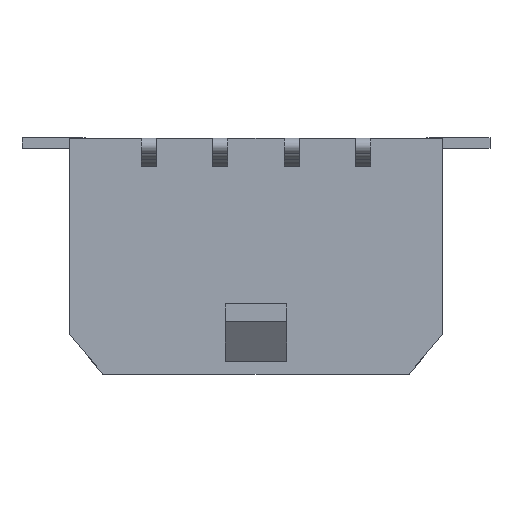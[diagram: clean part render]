
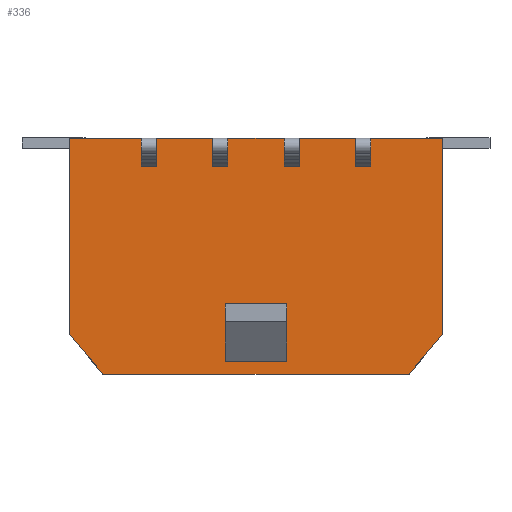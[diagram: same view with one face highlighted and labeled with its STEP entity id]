
A CAD part, top view. The second image highlights one B-rep face of the part: STEP entity #336.
In plain terms, the highlighted planar face has unit normal (0, 0, 1).
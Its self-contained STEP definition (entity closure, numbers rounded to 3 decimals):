
#336=ADVANCED_FACE('',(#670,#671,#672,#673,#674,#675),#522,.T.);
#522=PLANE('',#3420);
#670=FACE_BOUND('',#697,.T.);
#671=FACE_BOUND('',#698,.T.);
#672=FACE_BOUND('',#699,.T.);
#673=FACE_BOUND('',#700,.T.);
#674=FACE_BOUND('',#701,.T.);
#675=FACE_BOUND('',#702,.T.);
#697=EDGE_LOOP('',(#946,#947,#948,#949,#950,#951));
#698=EDGE_LOOP('',(#952,#953,#954,#955));
#699=EDGE_LOOP('',(#956,#957,#958,#959));
#700=EDGE_LOOP('',(#960,#961,#962,#963));
#701=EDGE_LOOP('',(#964,#965,#966,#967));
#702=EDGE_LOOP('',(#968,#969,#970,#971));
#946=ORIENTED_EDGE('',*,*,#2200,.F.);
#947=ORIENTED_EDGE('',*,*,#2201,.F.);
#948=ORIENTED_EDGE('',*,*,#2202,.T.);
#949=ORIENTED_EDGE('',*,*,#2203,.T.);
#950=ORIENTED_EDGE('',*,*,#2204,.F.);
#951=ORIENTED_EDGE('',*,*,#2205,.F.);
#952=ORIENTED_EDGE('',*,*,#2206,.T.);
#953=ORIENTED_EDGE('',*,*,#2207,.T.);
#954=ORIENTED_EDGE('',*,*,#2208,.F.);
#955=ORIENTED_EDGE('',*,*,#2209,.F.);
#956=ORIENTED_EDGE('',*,*,#2210,.T.);
#957=ORIENTED_EDGE('',*,*,#2211,.T.);
#958=ORIENTED_EDGE('',*,*,#2212,.T.);
#959=ORIENTED_EDGE('',*,*,#2213,.F.);
#960=ORIENTED_EDGE('',*,*,#2214,.T.);
#961=ORIENTED_EDGE('',*,*,#2215,.T.);
#962=ORIENTED_EDGE('',*,*,#2216,.T.);
#963=ORIENTED_EDGE('',*,*,#2217,.F.);
#964=ORIENTED_EDGE('',*,*,#2218,.T.);
#965=ORIENTED_EDGE('',*,*,#2219,.T.);
#966=ORIENTED_EDGE('',*,*,#2220,.T.);
#967=ORIENTED_EDGE('',*,*,#2221,.F.);
#968=ORIENTED_EDGE('',*,*,#2222,.T.);
#969=ORIENTED_EDGE('',*,*,#2223,.T.);
#970=ORIENTED_EDGE('',*,*,#2224,.T.);
#971=ORIENTED_EDGE('',*,*,#2225,.F.);
#1888=VERTEX_POINT('',#4713);
#1889=VERTEX_POINT('',#4714);
#1890=VERTEX_POINT('',#4716);
#1891=VERTEX_POINT('',#4718);
#1892=VERTEX_POINT('',#4720);
#1893=VERTEX_POINT('',#4722);
#1894=VERTEX_POINT('',#4725);
#1895=VERTEX_POINT('',#4726);
#1896=VERTEX_POINT('',#4728);
#1897=VERTEX_POINT('',#4730);
#1898=VERTEX_POINT('',#4733);
#1899=VERTEX_POINT('',#4734);
#1900=VERTEX_POINT('',#4736);
#1901=VERTEX_POINT('',#4738);
#1902=VERTEX_POINT('',#4741);
#1903=VERTEX_POINT('',#4742);
#1904=VERTEX_POINT('',#4744);
#1905=VERTEX_POINT('',#4746);
#1906=VERTEX_POINT('',#4749);
#1907=VERTEX_POINT('',#4750);
#1908=VERTEX_POINT('',#4752);
#1909=VERTEX_POINT('',#4754);
#1910=VERTEX_POINT('',#4757);
#1911=VERTEX_POINT('',#4758);
#1912=VERTEX_POINT('',#4760);
#1913=VERTEX_POINT('',#4762);
#2200=EDGE_CURVE('',#1888,#1889,#2675,.T.);
#2201=EDGE_CURVE('',#1890,#1888,#2676,.T.);
#2202=EDGE_CURVE('',#1890,#1891,#2677,.T.);
#2203=EDGE_CURVE('',#1891,#1892,#2678,.T.);
#2204=EDGE_CURVE('',#1893,#1892,#2679,.T.);
#2205=EDGE_CURVE('',#1889,#1893,#2680,.T.);
#2206=EDGE_CURVE('',#1894,#1895,#2681,.T.);
#2207=EDGE_CURVE('',#1895,#1896,#2682,.T.);
#2208=EDGE_CURVE('',#1897,#1896,#2683,.T.);
#2209=EDGE_CURVE('',#1894,#1897,#2684,.T.);
#2210=EDGE_CURVE('',#1898,#1899,#2685,.T.);
#2211=EDGE_CURVE('',#1899,#1900,#2686,.T.);
#2212=EDGE_CURVE('',#1900,#1901,#2687,.T.);
#2213=EDGE_CURVE('',#1898,#1901,#2688,.T.);
#2214=EDGE_CURVE('',#1902,#1903,#2689,.T.);
#2215=EDGE_CURVE('',#1903,#1904,#2690,.T.);
#2216=EDGE_CURVE('',#1904,#1905,#2691,.T.);
#2217=EDGE_CURVE('',#1902,#1905,#2692,.T.);
#2218=EDGE_CURVE('',#1906,#1907,#2693,.T.);
#2219=EDGE_CURVE('',#1907,#1908,#2694,.T.);
#2220=EDGE_CURVE('',#1908,#1909,#2695,.T.);
#2221=EDGE_CURVE('',#1906,#1909,#2696,.T.);
#2222=EDGE_CURVE('',#1910,#1911,#2697,.T.);
#2223=EDGE_CURVE('',#1911,#1912,#2698,.T.);
#2224=EDGE_CURVE('',#1912,#1913,#2699,.T.);
#2225=EDGE_CURVE('',#1910,#1913,#2700,.T.);
#2675=LINE('',#4712,#3070);
#2676=LINE('',#4715,#3071);
#2677=LINE('',#4717,#3072);
#2678=LINE('',#4719,#3073);
#2679=LINE('',#4721,#3074);
#2680=LINE('',#4723,#3075);
#2681=LINE('',#4724,#3076);
#2682=LINE('',#4727,#3077);
#2683=LINE('',#4729,#3078);
#2684=LINE('',#4731,#3079);
#2685=LINE('',#4732,#3080);
#2686=LINE('',#4735,#3081);
#2687=LINE('',#4737,#3082);
#2688=LINE('',#4739,#3083);
#2689=LINE('',#4740,#3084);
#2690=LINE('',#4743,#3085);
#2691=LINE('',#4745,#3086);
#2692=LINE('',#4747,#3087);
#2693=LINE('',#4748,#3088);
#2694=LINE('',#4751,#3089);
#2695=LINE('',#4753,#3090);
#2696=LINE('',#4755,#3091);
#2697=LINE('',#4756,#3092);
#2698=LINE('',#4759,#3093);
#2699=LINE('',#4761,#3094);
#2700=LINE('',#4763,#3095);
#3070=VECTOR('',#3742,1.);
#3071=VECTOR('',#3743,1.);
#3072=VECTOR('',#3744,1.);
#3073=VECTOR('',#3745,1.);
#3074=VECTOR('',#3746,1.);
#3075=VECTOR('',#3747,1.);
#3076=VECTOR('',#3748,1.);
#3077=VECTOR('',#3749,1.);
#3078=VECTOR('',#3750,1.);
#3079=VECTOR('',#3751,1.);
#3080=VECTOR('',#3752,1.);
#3081=VECTOR('',#3753,1.);
#3082=VECTOR('',#3754,1.);
#3083=VECTOR('',#3755,1.);
#3084=VECTOR('',#3756,1.);
#3085=VECTOR('',#3757,1.);
#3086=VECTOR('',#3758,1.);
#3087=VECTOR('',#3759,1.);
#3088=VECTOR('',#3760,1.);
#3089=VECTOR('',#3761,1.);
#3090=VECTOR('',#3762,1.);
#3091=VECTOR('',#3763,1.);
#3092=VECTOR('',#3764,1.);
#3093=VECTOR('',#3765,1.);
#3094=VECTOR('',#3766,1.);
#3095=VECTOR('',#3767,1.);
#3420=AXIS2_PLACEMENT_3D('',#4764,#3768,#3769);
#3742=DIRECTION('',(-0.643,-0.766,0.));
#3743=DIRECTION('',(0.,-1.,0.));
#3744=DIRECTION('',(-1.,0.,0.));
#3745=DIRECTION('',(0.,-1.,0.));
#3746=DIRECTION('',(-0.643,0.766,0.));
#3747=DIRECTION('',(-1.,0.,0.));
#3748=DIRECTION('',(-1.,0.,0.));
#3749=DIRECTION('',(0.,1.,0.));
#3750=DIRECTION('',(-1.,0.,0.));
#3751=DIRECTION('',(0.,1.,0.));
#3752=DIRECTION('',(1.,0.,0.));
#3753=DIRECTION('',(0.,-1.,0.));
#3754=DIRECTION('',(-1.,0.,0.));
#3755=DIRECTION('',(0.,-1.,0.));
#3756=DIRECTION('',(1.,0.,0.));
#3757=DIRECTION('',(0.,-1.,0.));
#3758=DIRECTION('',(-1.,0.,0.));
#3759=DIRECTION('',(0.,-1.,0.));
#3760=DIRECTION('',(1.,0.,0.));
#3761=DIRECTION('',(0.,-1.,0.));
#3762=DIRECTION('',(-1.,0.,0.));
#3763=DIRECTION('',(0.,-1.,0.));
#3764=DIRECTION('',(1.,0.,0.));
#3765=DIRECTION('',(0.,-1.,0.));
#3766=DIRECTION('',(-1.,0.,0.));
#3767=DIRECTION('',(0.,-1.,0.));
#3768=DIRECTION('',(0.,0.,1.));
#3769=DIRECTION('',(1.,0.,0.));
#4712=CARTESIAN_POINT('',(7.825,1.668,3.86));
#4713=CARTESIAN_POINT('',(7.825,1.668,3.86));
#4714=CARTESIAN_POINT('',(6.425,0.,3.86));
#4715=CARTESIAN_POINT('',(7.825,9.9,3.86));
#4716=CARTESIAN_POINT('',(7.825,9.9,3.86));
#4717=CARTESIAN_POINT('',(7.825,9.9,3.86));
#4718=CARTESIAN_POINT('',(-7.825,9.9,3.86));
#4719=CARTESIAN_POINT('',(-7.825,9.9,3.86));
#4720=CARTESIAN_POINT('',(-7.825,1.668,3.86));
#4721=CARTESIAN_POINT('',(-6.425,0.,3.86));
#4722=CARTESIAN_POINT('',(-6.425,0.,3.86));
#4723=CARTESIAN_POINT('',(7.825,0.,3.86));
#4724=CARTESIAN_POINT('',(1.3,0.54,3.86));
#4725=CARTESIAN_POINT('',(1.3,0.54,3.86));
#4726=CARTESIAN_POINT('',(-1.3,0.54,3.86));
#4727=CARTESIAN_POINT('',(-1.3,0.54,3.86));
#4728=CARTESIAN_POINT('',(-1.3,2.95,3.86));
#4729=CARTESIAN_POINT('',(1.3,2.95,3.86));
#4730=CARTESIAN_POINT('',(1.3,2.95,3.86));
#4731=CARTESIAN_POINT('',(1.3,0.54,3.86));
#4732=CARTESIAN_POINT('',(4.82,9.537,3.86));
#4733=CARTESIAN_POINT('',(4.18,9.537,3.86));
#4734=CARTESIAN_POINT('',(4.82,9.537,3.86));
#4735=CARTESIAN_POINT('',(4.82,9.9,3.86));
#4736=CARTESIAN_POINT('',(4.82,8.723,3.86));
#4737=CARTESIAN_POINT('',(4.82,8.723,3.86));
#4738=CARTESIAN_POINT('',(4.18,8.723,3.86));
#4739=CARTESIAN_POINT('',(4.18,9.9,3.86));
#4740=CARTESIAN_POINT('',(1.82,9.537,3.86));
#4741=CARTESIAN_POINT('',(1.18,9.537,3.86));
#4742=CARTESIAN_POINT('',(1.82,9.537,3.86));
#4743=CARTESIAN_POINT('',(1.82,9.9,3.86));
#4744=CARTESIAN_POINT('',(1.82,8.723,3.86));
#4745=CARTESIAN_POINT('',(1.82,8.723,3.86));
#4746=CARTESIAN_POINT('',(1.18,8.723,3.86));
#4747=CARTESIAN_POINT('',(1.18,9.9,3.86));
#4748=CARTESIAN_POINT('',(-1.18,9.537,3.86));
#4749=CARTESIAN_POINT('',(-1.82,9.537,3.86));
#4750=CARTESIAN_POINT('',(-1.18,9.537,3.86));
#4751=CARTESIAN_POINT('',(-1.18,9.9,3.86));
#4752=CARTESIAN_POINT('',(-1.18,8.723,3.86));
#4753=CARTESIAN_POINT('',(-1.18,8.723,3.86));
#4754=CARTESIAN_POINT('',(-1.82,8.723,3.86));
#4755=CARTESIAN_POINT('',(-1.82,9.9,3.86));
#4756=CARTESIAN_POINT('',(-4.18,9.537,3.86));
#4757=CARTESIAN_POINT('',(-4.82,9.537,3.86));
#4758=CARTESIAN_POINT('',(-4.18,9.537,3.86));
#4759=CARTESIAN_POINT('',(-4.18,9.9,3.86));
#4760=CARTESIAN_POINT('',(-4.18,8.723,3.86));
#4761=CARTESIAN_POINT('',(-4.18,8.723,3.86));
#4762=CARTESIAN_POINT('',(-4.82,8.723,3.86));
#4763=CARTESIAN_POINT('',(-4.82,9.9,3.86));
#4764=CARTESIAN_POINT('',(7.825,9.9,3.86));
